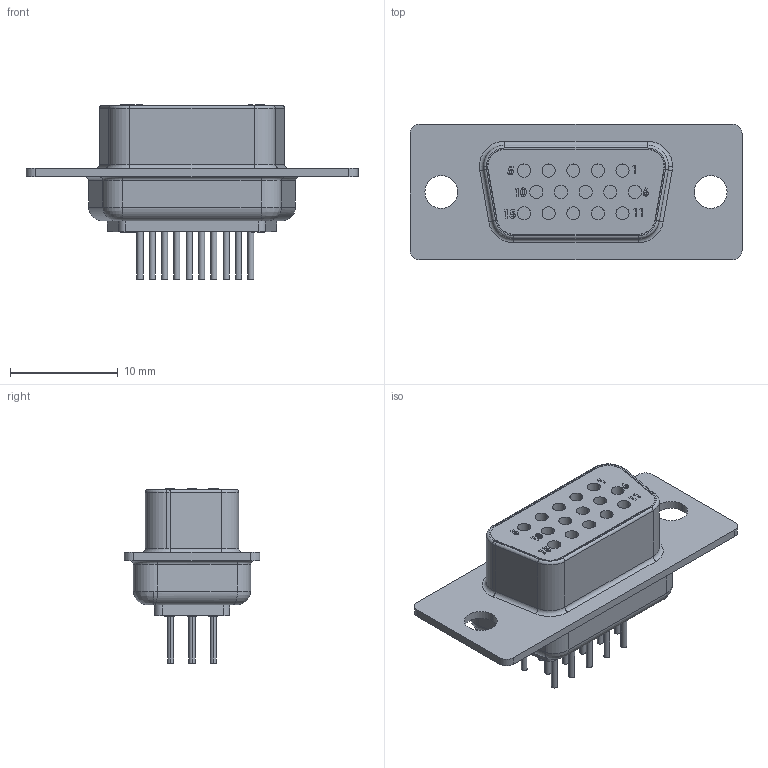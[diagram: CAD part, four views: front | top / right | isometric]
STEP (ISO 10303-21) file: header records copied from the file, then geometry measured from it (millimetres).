
FILE_DESCRIPTION(('FreeCAD Model'),'2;1');
FILE_NAME('180-M15-213-R001.step', '2016-11-21T12:04:29',('Author'),(''), 'Open CASCADE STEP processor 6.8','FreeCAD','Unknown');
FILE_SCHEMA(('AUTOMOTIVE_DESIGN_CC2 { 1 2 10303 214 -1 1 5 4 }'));
Products named in the file (1): 180-M15-213-R001
Bounding box: 30.81 x 12.6 x 16.15 mm (x, y, z)
Volume: 1876.6 mm3; surface area: 2284.4 mm2
Topology: 1 solids, 1 shells, 373 faces, 908 edges, 594 vertices
Faces by surface type: plane 177, cylinder 108, bspline 68, torus 15, revolution 5
Entity records: 45538 total; most frequent: CARTESIAN_POINT 26288, DIRECTION 2534, ORIENTED_EDGE 1816, PCURVE 1816, DEFINITIONAL_REPRESENTATION 1816, LINE 1374, VECTOR 1374, B_SPLINE_CURVE_WITH_KNOTS 931
